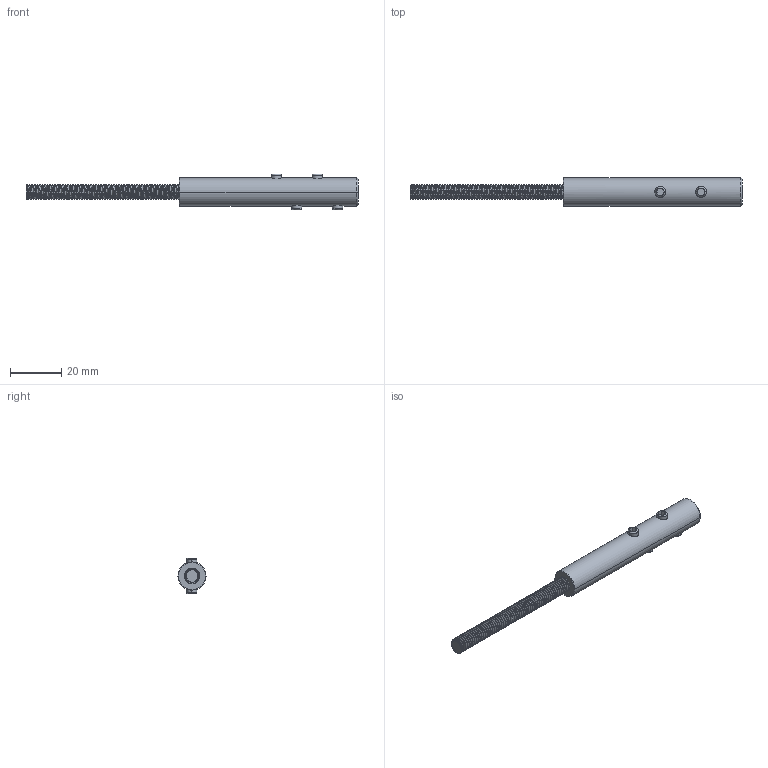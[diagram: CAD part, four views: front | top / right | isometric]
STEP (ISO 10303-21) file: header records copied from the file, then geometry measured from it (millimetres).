
FILE_DESCRIPTION (( 'STEP AP203' ), '1' );
FILE_NAME ('3D_GS5564-L M6_188500585.STEP', '2024-09-24T07:29:37', ( '' ), ( '' ), 'SwSTEP 2.0', 'SolidWorks 2024', '' );
FILE_SCHEMA (( 'CONFIG_CONTROL_DESIGN' ));
Length unit declared in the file: millimetre
Products named in the file (1): 3D_GS5564-L M6_188500585
Bounding box: 130 x 11 x 14 mm (x, y, z)
Volume: 7129.6 mm3; surface area: 5502.6 mm2
Topology: 3 solids, 3 shells, 230 faces, 588 edges, 366 vertices
Faces by surface type: cylinder 141, plane 65, torus 12, bspline 12
Entity records: 22102 total; most frequent: CARTESIAN_POINT 17299, ORIENTED_EDGE 1176, DIRECTION 804, EDGE_CURVE 588, VERTEX_POINT 366, AXIS2_PLACEMENT_3D 290, EDGE_LOOP 236, ADVANCED_FACE 230
